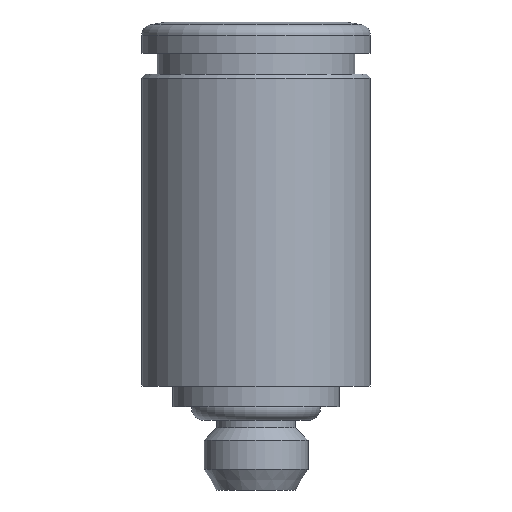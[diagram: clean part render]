
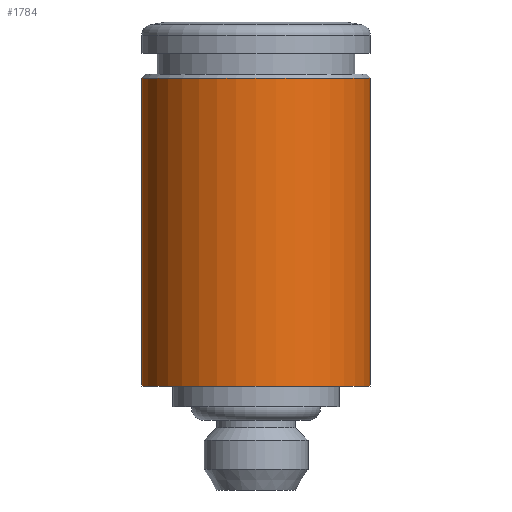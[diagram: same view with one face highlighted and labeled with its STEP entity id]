
A CAD part, front view. The second image highlights one B-rep face of the part: STEP entity #1784.
In plain terms, the highlighted cylindrical face has radius 5.5 mm (diameter 11 mm), a full revolution.
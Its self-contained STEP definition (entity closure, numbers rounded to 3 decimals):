
#883=ORIENTED_EDGE('',*,*,#1064,.F.);
#884=ORIENTED_EDGE('',*,*,#1063,.F.);
#945=CIRCLE('',#1713,5.5);
#946=CIRCLE('',#1715,5.5);
#998=VERTEX_POINT('',#1603);
#999=VERTEX_POINT('',#1606);
#1063=EDGE_CURVE('',#998,#998,#945,.T.);
#1064=EDGE_CURVE('',#999,#999,#946,.T.);
#1132=EDGE_LOOP('',(#883));
#1133=EDGE_LOOP('',(#884));
#1216=FACE_BOUND('',#1132,.T.);
#1217=FACE_BOUND('',#1133,.T.);
#1415=DIRECTION('',(0.,1.,0.));
#1416=DIRECTION('',(0.,0.,5.5));
#1417=DIRECTION('',(0.,1.,0.));
#1418=DIRECTION('',(1.,0.,0.));
#1419=DIRECTION('',(0.,-1.,0.));
#1420=DIRECTION('',(0.,0.,5.5));
#1603=CARTESIAN_POINT('',(9.52,25.52,5.5));
#1604=CARTESIAN_POINT('',(9.52,25.52,0.));
#1605=CARTESIAN_POINT('',(9.52,10.72,0.));
#1606=CARTESIAN_POINT('',(9.52,10.72,5.5));
#1607=CARTESIAN_POINT('',(9.52,10.72,0.));
#1713=AXIS2_PLACEMENT_3D('',#1604,#1415,#1416);
#1714=AXIS2_PLACEMENT_3D('',#1605,#1417,#1418);
#1715=AXIS2_PLACEMENT_3D('',#1607,#1419,#1420);
#1746=CYLINDRICAL_SURFACE('',#1714,5.5);
#1784=ADVANCED_FACE('',(#1216,#1217),#1746,.T.);
